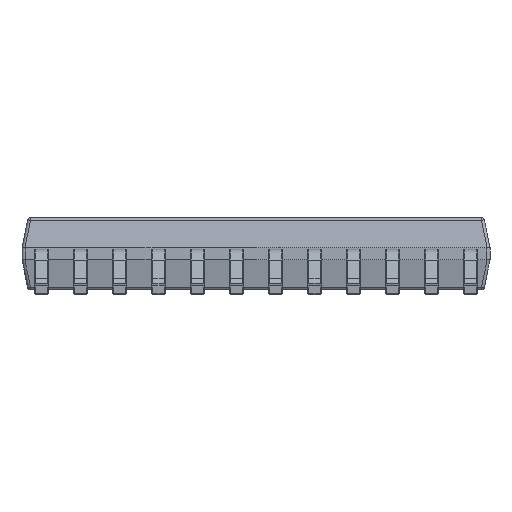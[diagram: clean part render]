
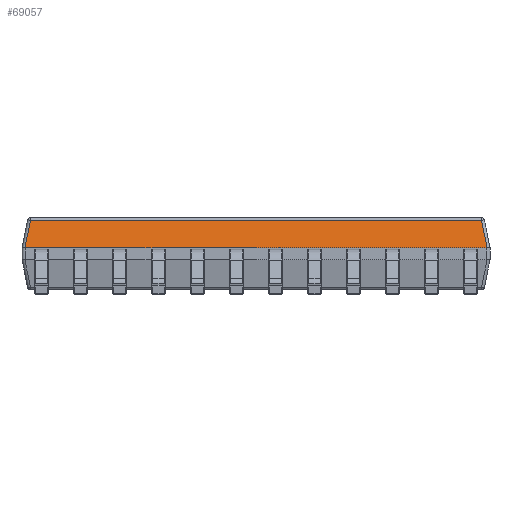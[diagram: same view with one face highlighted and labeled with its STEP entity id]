
A CAD part, left-side view. The second image highlights one B-rep face of the part: STEP entity #69057.
In plain terms, the highlighted planar face has unit normal (-0.981, 0, 0.196).
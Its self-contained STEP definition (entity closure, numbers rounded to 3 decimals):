
#526 = VERTEX_POINT ( 'NONE', #42906 ) ;
#1125 = CARTESIAN_POINT ( 'NONE',  ( -2.2, 3.85, 0.7 ) ) ;
#1727 = CARTESIAN_POINT ( 'NONE',  ( -2.108, -3.759, 1.16 ) ) ;
#2732 = AXIS2_PLACEMENT_3D ( 'NONE', #9290, #54574, #32586 ) ;
#4120 = VECTOR ( 'NONE', #37533, 1000. ) ;
#5221 = CARTESIAN_POINT ( 'NONE',  ( -2.2, 3.851, 0.7 ) ) ;
#7025 = DIRECTION ( 'NONE',  ( -0.192, 0.192, -0.962 ) ) ;
#7929 = DIRECTION ( 'NONE',  ( 0.192, 0.192, 0.962 ) ) ;
#8440 = EDGE_CURVE ( 'NONE', #44025, #50318, #13701, .T. ) ;
#9290 = CARTESIAN_POINT ( 'NONE',  ( -2.1, 0., 1.2 ) ) ;
#12498 = CARTESIAN_POINT ( 'NONE',  ( -2.108, 0., 1.16 ) ) ;
#12622 = CARTESIAN_POINT ( 'NONE',  ( -1.961, 3.612, 1.895 ) ) ;
#12796 = CARTESIAN_POINT ( 'NONE',  ( -1.961, -3.612, 1.895 ) ) ;
#13701 = LINE ( 'NONE', #12622, #59360 ) ;
#14049 = CARTESIAN_POINT ( 'NONE',  ( -2.2, -3.851, 0.7 ) ) ;
#16013 = LINE ( 'NONE', #54636, #4120 ) ;
#20038 = VERTEX_POINT ( 'NONE', #1727 ) ;
#20062 = FACE_OUTER_BOUND ( 'NONE', #70641, .T. ) ;
#23719 = VERTEX_POINT ( 'NONE', #31567 ) ;
#23779 = CARTESIAN_POINT ( 'NONE',  ( -2.2, -3.851, 0.7 ) ) ;
#24571 = ORIENTED_EDGE ( 'NONE', *, *, #50849, .T. ) ;
#26027 = CARTESIAN_POINT ( 'NONE',  ( -2.108, 3.759, 1.16 ) ) ;
#27695 = CARTESIAN_POINT ( 'NONE',  ( -2.2, 3.851, 0.7 ) ) ;
#30631 = VECTOR ( 'NONE', #7929, 1000. ) ;
#31302 = EDGE_CURVE ( 'NONE', #526, #71335, #16013, .T. ) ;
#31567 = CARTESIAN_POINT ( 'NONE',  ( -2.2, -3.851, 0.7 ) ) ;
#32586 = DIRECTION ( 'NONE',  ( 0., 1., 0. ) ) ;
#33324 = ORIENTED_EDGE ( 'NONE', *, *, #31302, .F. ) ;
#36729 = ORIENTED_EDGE ( 'NONE', *, *, #50536, .T. ) ;
#37467 = EDGE_CURVE ( 'NONE', #23719, #20038, #58806, .T. ) ;
#37471 = PLANE ( 'NONE',  #2732 ) ;
#37533 = DIRECTION ( 'NONE',  ( 0., 1., 0. ) ) ;
#39383 = CARTESIAN_POINT ( 'NONE',  ( -2.2, 3.851, 0.7 ) ) ;
#40497 = CARTESIAN_POINT ( 'NONE',  ( -2.2, -3.85, 0.7 ) ) ;
#42906 = CARTESIAN_POINT ( 'NONE',  ( -2.2, -3.85, 0.7 ) ) ;
#44025 = VERTEX_POINT ( 'NONE', #26027 ) ;
#47703 = ORIENTED_EDGE ( 'NONE', *, *, #8440, .T. ) ;
#49791 = EDGE_CURVE ( 'NONE', #50318, #71335, #65854, .T. ) ;
#50318 = VERTEX_POINT ( 'NONE', #27695 ) ;
#50536 = EDGE_CURVE ( 'NONE', #20038, #44025, #63397, .T. ) ;
#50849 = EDGE_CURVE ( 'NONE', #526, #23719, #56252, .T. ) ;
#54574 = DIRECTION ( 'NONE',  ( -0.981, 0., 0.196 ) ) ;
#54636 = CARTESIAN_POINT ( 'NONE',  ( -2.2, 3.9, 0.7 ) ) ;
#54939 = CARTESIAN_POINT ( 'NONE',  ( -2.2, 3.85, 0.7 ) ) ;
#54957 = ORIENTED_EDGE ( 'NONE', *, *, #49791, .T. ) ;
#56252 =( BOUNDED_CURVE ( )  B_SPLINE_CURVE ( 3, ( #40497, #64965, #23779, #14049 ),
 .UNSPECIFIED., .F., .T. ) 
 B_SPLINE_CURVE_WITH_KNOTS ( ( 4, 4 ),
 ( 0., 0.019 ),
 .UNSPECIFIED. ) 
 CURVE ( )  GEOMETRIC_REPRESENTATION_ITEM ( )  RATIONAL_B_SPLINE_CURVE ( ( 1., 1., 1., 1. ) ) 
 REPRESENTATION_ITEM ( '' )  );
#58495 = DIRECTION ( 'NONE',  ( 0., 1., 0. ) ) ;
#58806 = LINE ( 'NONE', #12796, #30631 ) ;
#59360 = VECTOR ( 'NONE', #7025, 1000. ) ;
#62826 = CARTESIAN_POINT ( 'NONE',  ( -2.2, 3.85, 0.7 ) ) ;
#63397 = LINE ( 'NONE', #12498, #71527 ) ;
#64965 = CARTESIAN_POINT ( 'NONE',  ( -2.2, -3.85, 0.7 ) ) ;
#65854 =( BOUNDED_CURVE ( )  B_SPLINE_CURVE ( 3, ( #39383, #5221, #62826, #1125 ),
 .UNSPECIFIED., .F., .F. ) 
 B_SPLINE_CURVE_WITH_KNOTS ( ( 4, 4 ),
 ( 6.264, 6.283 ),
 .UNSPECIFIED. ) 
 CURVE ( )  GEOMETRIC_REPRESENTATION_ITEM ( )  RATIONAL_B_SPLINE_CURVE ( ( 1., 1., 1., 1. ) ) 
 REPRESENTATION_ITEM ( '' )  );
#67838 = ORIENTED_EDGE ( 'NONE', *, *, #37467, .T. ) ;
#69057 = ADVANCED_FACE ( 'NONE', ( #20062 ), #37471, .T. ) ;
#70641 = EDGE_LOOP ( 'NONE', ( #33324, #24571, #67838, #36729, #47703, #54957 ) ) ;
#71335 = VERTEX_POINT ( 'NONE', #54939 ) ;
#71527 = VECTOR ( 'NONE', #58495, 1000. ) ;
